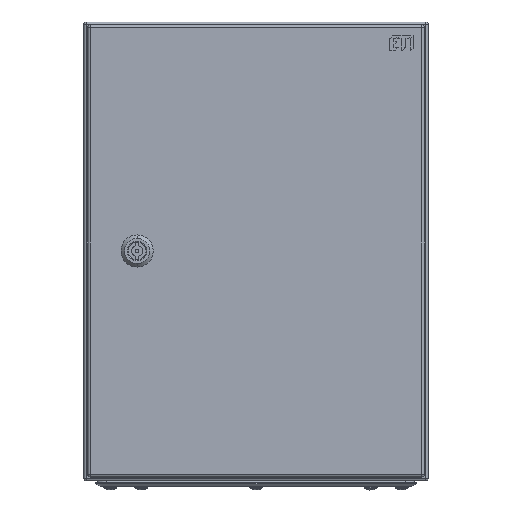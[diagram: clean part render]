
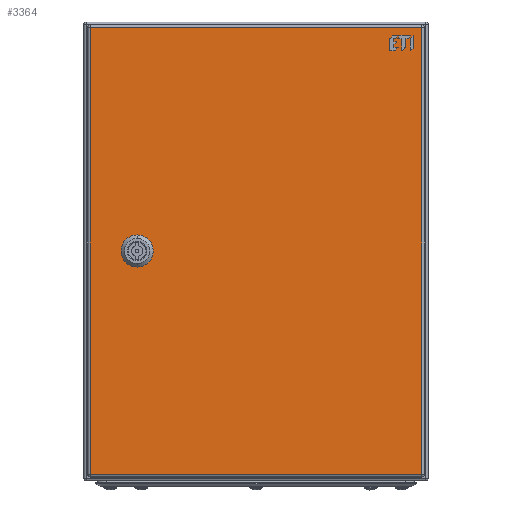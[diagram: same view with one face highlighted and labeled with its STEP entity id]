
A CAD part, front view. The second image highlights one B-rep face of the part: STEP entity #3364.
In plain terms, the highlighted face is planar.
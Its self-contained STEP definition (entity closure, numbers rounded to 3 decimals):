
#2615=DIRECTION('',(-1.,0.,0.));
#2616=VECTOR('',#2615,10.111);
#2617=CARTESIAN_POINT('',(5.056,-113.75,0.));
#2618=LINE('',#2617,#2616);
#2622=CARTESIAN_POINT('',(0.,-103.7,0.));
#2623=DIRECTION('',(0.,0.,-1.));
#2624=DIRECTION('',(-0.449,-0.893,0.));
#2625=AXIS2_PLACEMENT_3D('',#2622,#2623,#2624);
#2630=DIRECTION('',(0.,1.,0.));
#2631=VECTOR('',#2630,10.111);
#2632=CARTESIAN_POINT('',(-10.05,-108.756,0.));
#2633=LINE('',#2632,#2631);
#2637=CARTESIAN_POINT('',(0.,-103.7,0.));
#2638=DIRECTION('',(0.,0.,-1.));
#2639=DIRECTION('',(-0.893,0.449,0.));
#2640=AXIS2_PLACEMENT_3D('',#2637,#2638,#2639);
#2645=DIRECTION('',(1.,0.,0.));
#2646=VECTOR('',#2645,10.111);
#2647=CARTESIAN_POINT('',(-5.056,-93.65,0.));
#2648=LINE('',#2647,#2646);
#2652=CARTESIAN_POINT('',(0.,-103.7,0.));
#2653=DIRECTION('',(0.,0.,-1.));
#2654=DIRECTION('',(0.449,0.893,0.));
#2655=AXIS2_PLACEMENT_3D('',#2652,#2653,#2654);
#2660=DIRECTION('',(0.,-1.,0.));
#2661=VECTOR('',#2660,10.111);
#2662=CARTESIAN_POINT('',(10.05,-98.644,0.));
#2663=LINE('',#2662,#2661);
#2667=CARTESIAN_POINT('',(0.,-103.7,0.));
#2668=DIRECTION('',(0.,0.,-1.));
#2669=DIRECTION('',(0.893,-0.449,0.));
#2670=AXIS2_PLACEMENT_3D('',#2667,#2668,#2669);
#2682=DIRECTION('',(0.,1.,0.));
#2683=VECTOR('',#2682,289.);
#2684=CARTESIAN_POINT('',(-194.8,-144.5,0.));
#2685=LINE('',#2684,#2683);
#2843=DIRECTION('',(1.,0.,0.));
#2844=VECTOR('',#2843,389.6);
#2845=CARTESIAN_POINT('',(-194.8,144.5,0.));
#2846=LINE('',#2845,#2844);
#2874=DIRECTION('',(0.,-1.,0.));
#2875=VECTOR('',#2874,289.);
#2876=CARTESIAN_POINT('',(194.8,144.5,0.));
#2877=LINE('',#2876,#2875);
#2919=DIRECTION('',(-1.,0.,0.));
#2920=VECTOR('',#2919,389.6);
#2921=CARTESIAN_POINT('',(194.8,-144.5,0.));
#2922=LINE('',#2921,#2920);
#3227=CARTESIAN_POINT('',(-194.8,-144.5,0.));
#3228=CARTESIAN_POINT('',(-194.8,144.5,0.));
#3229=VERTEX_POINT('',#3227);
#3230=VERTEX_POINT('',#3228);
#3231=CARTESIAN_POINT('',(194.8,-144.5,0.));
#3232=VERTEX_POINT('',#3231);
#3233=CARTESIAN_POINT('',(194.8,144.5,0.));
#3234=VERTEX_POINT('',#3233);
#3235=CARTESIAN_POINT('',(5.056,-113.75,0.));
#3236=CARTESIAN_POINT('',(-5.056,-113.75,0.));
#3237=VERTEX_POINT('',#3235);
#3238=VERTEX_POINT('',#3236);
#3239=CARTESIAN_POINT('',(-10.05,-108.756,0.));
#3240=VERTEX_POINT('',#3239);
#3241=CARTESIAN_POINT('',(-10.05,-98.644,0.));
#3242=VERTEX_POINT('',#3241);
#3243=CARTESIAN_POINT('',(-5.056,-93.65,0.));
#3244=VERTEX_POINT('',#3243);
#3245=CARTESIAN_POINT('',(5.056,-93.65,0.));
#3246=VERTEX_POINT('',#3245);
#3247=CARTESIAN_POINT('',(10.05,-98.644,0.));
#3248=VERTEX_POINT('',#3247);
#3249=CARTESIAN_POINT('',(10.05,-108.756,0.));
#3250=VERTEX_POINT('',#3249);
#3331=CARTESIAN_POINT('',(0.,0.,0.));
#3332=DIRECTION('',(0.,0.,-1.));
#3333=DIRECTION('',(-1.,0.,0.));
#3334=AXIS2_PLACEMENT_3D('',#3331,#3332,#3333);
#3335=PLANE('',#3334);
#3337=ORIENTED_EDGE('',*,*,#3336,.F.);
#3339=ORIENTED_EDGE('',*,*,#3338,.F.);
#3341=ORIENTED_EDGE('',*,*,#3340,.F.);
#3343=ORIENTED_EDGE('',*,*,#3342,.F.);
#3344=EDGE_LOOP('',(#3337,#3339,#3341,#3343));
#3345=FACE_OUTER_BOUND('',#3344,.F.);
#3347=ORIENTED_EDGE('',*,*,#3346,.T.);
#3349=ORIENTED_EDGE('',*,*,#3348,.T.);
#3351=ORIENTED_EDGE('',*,*,#3350,.T.);
#3353=ORIENTED_EDGE('',*,*,#3352,.T.);
#3355=ORIENTED_EDGE('',*,*,#3354,.T.);
#3357=ORIENTED_EDGE('',*,*,#3356,.T.);
#3359=ORIENTED_EDGE('',*,*,#3358,.T.);
#3361=ORIENTED_EDGE('',*,*,#3360,.T.);
#3362=EDGE_LOOP('',(#3347,#3349,#3351,#3353,#3355,#3357,#3359,#3361));
#3363=FACE_BOUND('',#3362,.F.);
#2626=CIRCLE('',#2625,11.25);
#2641=CIRCLE('',#2640,11.25);
#2656=CIRCLE('',#2655,11.25);
#2671=CIRCLE('',#2670,11.25);
#3336=EDGE_CURVE('',#3229,#3230,#2685,.T.);
#3338=EDGE_CURVE('',#3232,#3229,#2922,.T.);
#3340=EDGE_CURVE('',#3234,#3232,#2877,.T.);
#3342=EDGE_CURVE('',#3230,#3234,#2846,.T.);
#3346=EDGE_CURVE('',#3237,#3238,#2618,.T.);
#3348=EDGE_CURVE('',#3238,#3240,#2626,.T.);
#3350=EDGE_CURVE('',#3240,#3242,#2633,.T.);
#3352=EDGE_CURVE('',#3242,#3244,#2641,.T.);
#3354=EDGE_CURVE('',#3244,#3246,#2648,.T.);
#3356=EDGE_CURVE('',#3246,#3248,#2656,.T.);
#3358=EDGE_CURVE('',#3248,#3250,#2663,.T.);
#3360=EDGE_CURVE('',#3250,#3237,#2671,.T.);
#3364=ADVANCED_FACE('',(#3345,#3363),#3335,.T.);
